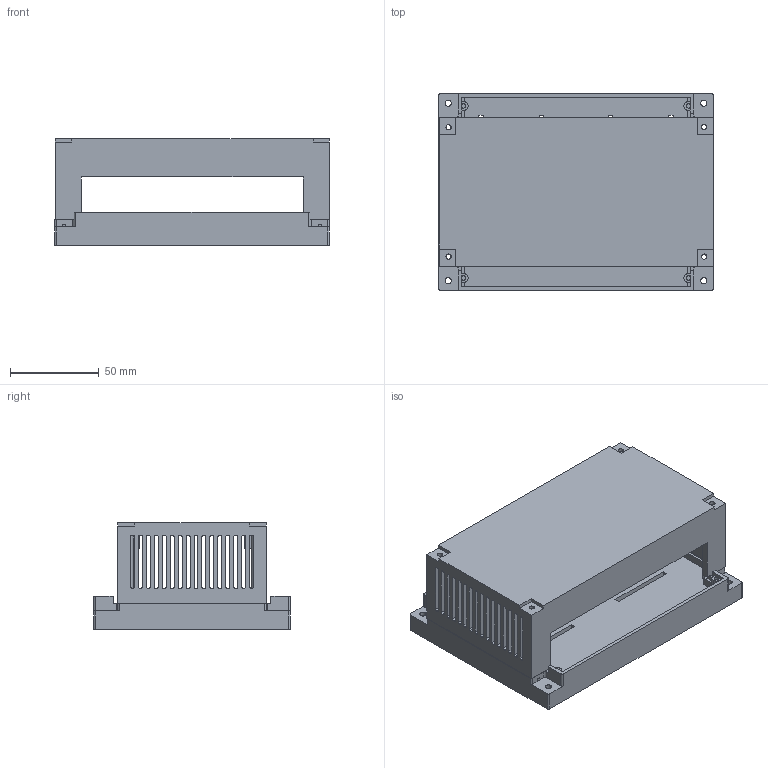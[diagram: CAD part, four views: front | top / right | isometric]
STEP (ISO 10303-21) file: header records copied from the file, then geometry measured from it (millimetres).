
FILE_DESCRIPTION(('CATIA V5 STEP Exchange'),'2;1');
FILE_NAME('Product_AK_P_13.stp','2021-01-14T09:10:11+00:00',('none'),('none'),'CATIA Version 5 Release 21 GA (IN-10)','CATIA V5 STEP AP203','none');
FILE_SCHEMA(('CONFIG_CONTROL_DESIGN'));
Length unit declared in the file: millimetre
Products named in the file (1): Product1.14
Assembly tree (2 placements, depth 2):
  Product1.14
    #58
    #10109
Bounding box: 155 x 110.88 x 60.3 mm (x, y, z)
Volume: 209186.7 mm3; surface area: 115415.8 mm2
Topology: 2 solids, 2 shells, 519 faces, 1508 edges, 1004 vertices
Faces by surface type: plane 299, cylinder 220
Entity records: 15824 total; most frequent: ORIENTED_EDGE 3016, CARTESIAN_POINT 2828, DIRECTION 2052, EDGE_CURVE 1508, VECTOR 1044, LINE 1044, VERTEX_POINT 1004, AXIS2_PLACEMENT_3D 732
